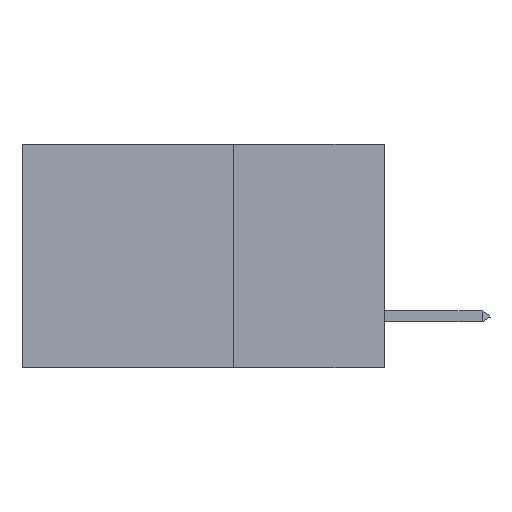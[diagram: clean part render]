
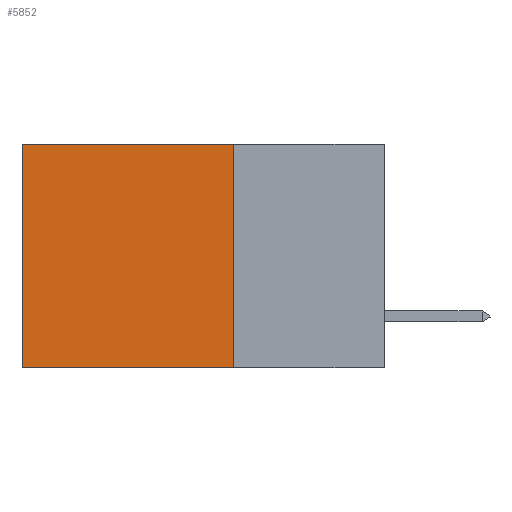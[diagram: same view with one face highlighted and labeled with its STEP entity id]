
A CAD part, left-side view. The second image highlights one B-rep face of the part: STEP entity #5852.
In plain terms, the highlighted planar face has unit normal (-1, 0, 0).
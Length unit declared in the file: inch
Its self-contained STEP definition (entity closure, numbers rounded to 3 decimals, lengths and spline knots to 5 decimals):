
#196 = DIRECTION ( 'NONE',  ( 0., 0., -1. ) ) ;
#220 = CARTESIAN_POINT ( 'NONE',  ( 0.2875, 0.25, 0. ) ) ;
#1503 = VERTEX_POINT ( 'NONE', #1695 ) ;
#1695 = CARTESIAN_POINT ( 'NONE',  ( 0.2875, 0.6, 0. ) ) ;
#2080 = CARTESIAN_POINT ( 'NONE',  ( 0.2875, 0.25, 0. ) ) ;
#2168 = VECTOR ( 'NONE', #196, 39.37008 ) ;
#2478 = EDGE_LOOP ( 'NONE', ( #18442, #11694, #15290, #9123 ) ) ;
#2747 = DIRECTION ( 'NONE',  ( 0., 1., 0. ) ) ;
#5197 = EDGE_CURVE ( 'NONE', #14682, #9618, #8487, .T. ) ;
#5852 = ADVANCED_FACE ( 'NONE', ( #12810 ), #17225, .F. ) ;
#6025 = CARTESIAN_POINT ( 'NONE',  ( 0.2875, 0.6, -0.37 ) ) ;
#6448 = CARTESIAN_POINT ( 'NONE',  ( 0.2875, 0.25, -0.37 ) ) ;
#8336 = VERTEX_POINT ( 'NONE', #10846 ) ;
#8487 = LINE ( 'NONE', #16820, #21775 ) ;
#9123 = ORIENTED_EDGE ( 'NONE', *, *, #12062, .T. ) ;
#9582 = VECTOR ( 'NONE', #19701, 39.37008 ) ;
#9618 = VERTEX_POINT ( 'NONE', #6025 ) ;
#10846 = CARTESIAN_POINT ( 'NONE',  ( 0.2875, 0.25, 0. ) ) ;
#10851 = CARTESIAN_POINT ( 'NONE',  ( 0.2875, 0.25, 0. ) ) ;
#11417 = EDGE_CURVE ( 'NONE', #8336, #14682, #17738, .T. ) ;
#11694 = ORIENTED_EDGE ( 'NONE', *, *, #5197, .F. ) ;
#12062 = EDGE_CURVE ( 'NONE', #8336, #1503, #20955, .T. ) ;
#12810 = FACE_OUTER_BOUND ( 'NONE', #2478, .T. ) ;
#14193 = EDGE_CURVE ( 'NONE', #1503, #9618, #15404, .T. ) ;
#14682 = VERTEX_POINT ( 'NONE', #6448 ) ;
#15290 = ORIENTED_EDGE ( 'NONE', *, *, #11417, .F. ) ;
#15404 = LINE ( 'NONE', #15463, #2168 ) ;
#15463 = CARTESIAN_POINT ( 'NONE',  ( 0.2875, 0.6, 0. ) ) ;
#15962 = DIRECTION ( 'NONE',  ( 0., 0., -1. ) ) ;
#16006 = DIRECTION ( 'NONE',  ( 0., 1., 0. ) ) ;
#16352 = VECTOR ( 'NONE', #16006, 39.37008 ) ;
#16820 = CARTESIAN_POINT ( 'NONE',  ( 0.2875, 0.25, -0.37 ) ) ;
#17225 = PLANE ( 'NONE',  #21517 ) ;
#17738 = LINE ( 'NONE', #10851, #9582 ) ;
#18442 = ORIENTED_EDGE ( 'NONE', *, *, #14193, .T. ) ;
#19300 = DIRECTION ( 'NONE',  ( 1., 0., 0. ) ) ;
#19701 = DIRECTION ( 'NONE',  ( 0., 0., -1. ) ) ;
#20955 = LINE ( 'NONE', #2080, #16352 ) ;
#21517 = AXIS2_PLACEMENT_3D ( 'NONE', #220, #19300, #15962 ) ;
#21775 = VECTOR ( 'NONE', #2747, 39.37008 ) ;
